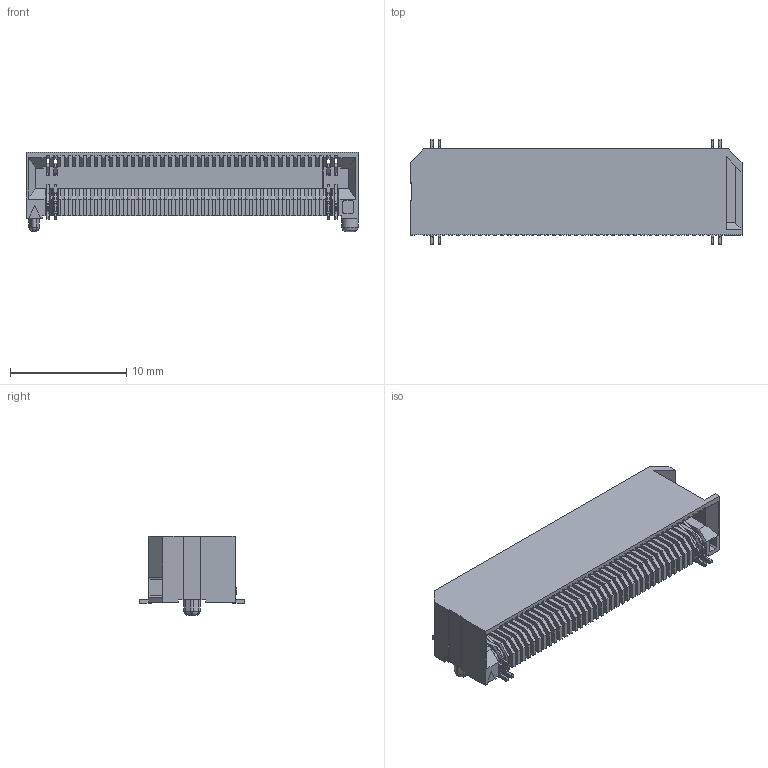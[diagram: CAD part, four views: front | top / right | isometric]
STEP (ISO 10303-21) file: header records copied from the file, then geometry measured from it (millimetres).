
FILE_DESCRIPTION((''),'2;1');
FILE_NAME('SAMTEC_MEC6-140-02-L-D-RA1.stp','2012-09-13T14:36:38',(''),(''),'Mechanical Desktop 2011','Mechanical Desktop 2011',', , ');
FILE_SCHEMA(('AUTOMOTIVE_DESIGN { 1 2 10303 214 1 1 1 1 }'));
Length unit declared in the file: millimetre
Products named in the file (1): Product
Bounding box: 28.57 x 9.1 x 6.83 mm (x, y, z)
Volume: 594 mm3; surface area: 2276.2 mm2
Topology: 11 solids, 11 shells, 1461 faces, 4227 edges, 2763 vertices
Faces by surface type: plane 1192, cylinder 240, bspline 13, cone 8, torus 8
Entity records: 47812 total; most frequent: CARTESIAN_POINT 8888, ORIENTED_EDGE 8444, DIRECTION 7660, EDGE_CURVE 4222, VECTOR 3684, LINE 3684, VERTEX_POINT 2761, AXIS2_PLACEMENT_3D 1988
